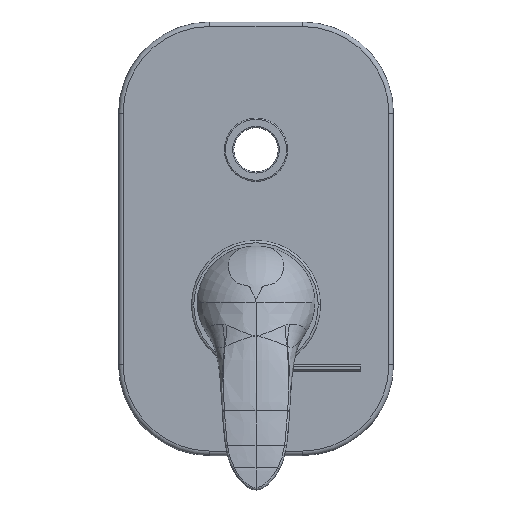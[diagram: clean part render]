
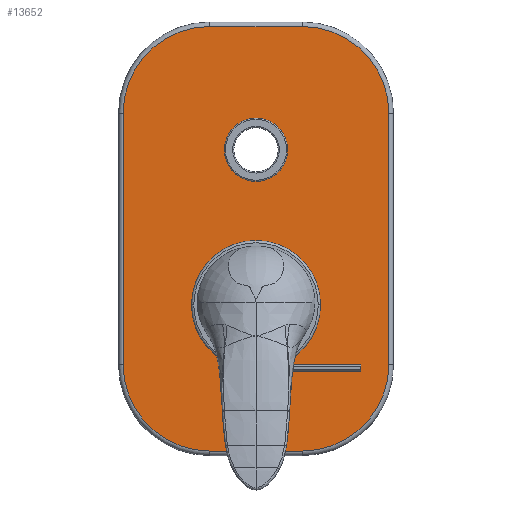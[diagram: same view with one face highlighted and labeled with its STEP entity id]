
A CAD part, top view. The second image highlights one B-rep face of the part: STEP entity #13652.
In plain terms, the highlighted face is planar.
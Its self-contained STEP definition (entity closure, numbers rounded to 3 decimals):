
#12878=DIRECTION('',(1.,0.,0.));
#12879=VECTOR('',#12878,40.5);
#12880=CARTESIAN_POINT('',(-20.25,6.,93.));
#12881=LINE('',#12880,#12879);
#12885=CARTESIAN_POINT('',(-20.25,6.,55.));
#12886=DIRECTION('',(0.,1.,0.));
#12887=DIRECTION('',(-1.,0.,0.));
#12888=AXIS2_PLACEMENT_3D('',#12885,#12886,#12887);
#12893=DIRECTION('',(0.,0.,1.));
#12894=VECTOR('',#12893,110.);
#12895=CARTESIAN_POINT('',(-58.25,6.,-55.));
#12896=LINE('',#12895,#12894);
#12900=CARTESIAN_POINT('',(-20.25,6.,-55.));
#12901=DIRECTION('',(0.,1.,0.));
#12902=DIRECTION('',(0.,0.,-1.));
#12903=AXIS2_PLACEMENT_3D('',#12900,#12901,#12902);
#12908=DIRECTION('',(-1.,0.,0.));
#12909=VECTOR('',#12908,40.5);
#12910=CARTESIAN_POINT('',(20.25,6.,-93.));
#12911=LINE('',#12910,#12909);
#12915=CARTESIAN_POINT('',(20.25,6.,-55.));
#12916=DIRECTION('',(0.,1.,0.));
#12917=DIRECTION('',(1.,0.,0.));
#12918=AXIS2_PLACEMENT_3D('',#12915,#12916,#12917);
#12923=DIRECTION('',(0.,0.,-1.));
#12924=VECTOR('',#12923,110.);
#12925=CARTESIAN_POINT('',(58.25,6.,55.));
#12926=LINE('',#12925,#12924);
#12930=CARTESIAN_POINT('',(20.25,6.,55.));
#12931=DIRECTION('',(0.,1.,0.));
#12932=DIRECTION('',(0.,0.,1.));
#12933=AXIS2_PLACEMENT_3D('',#12930,#12931,#12932);
#12938=CARTESIAN_POINT('',(0.,6.,29.));
#12939=DIRECTION('',(0.,1.,0.));
#12940=DIRECTION('',(1.,0.,0.));
#12941=AXIS2_PLACEMENT_3D('',#12938,#12939,#12940);
#12946=CARTESIAN_POINT('',(0.,6.,29.));
#12947=DIRECTION('',(0.,1.,0.));
#12948=DIRECTION('',(-1.,0.,0.));
#12949=AXIS2_PLACEMENT_3D('',#12946,#12947,#12948);
#12954=CARTESIAN_POINT('',(0.,6.,-39.));
#12955=DIRECTION('',(0.,1.,0.));
#12956=DIRECTION('',(1.,0.,0.));
#12957=AXIS2_PLACEMENT_3D('',#12954,#12955,#12956);
#12962=CARTESIAN_POINT('',(0.,6.,-39.));
#12963=DIRECTION('',(0.,1.,0.));
#12964=DIRECTION('',(-1.,0.,0.));
#12965=AXIS2_PLACEMENT_3D('',#12962,#12963,#12964);
#13450=CARTESIAN_POINT('',(-20.25,6.,93.));
#13451=CARTESIAN_POINT('',(20.25,6.,93.));
#13452=VERTEX_POINT('',#13450);
#13453=VERTEX_POINT('',#13451);
#13458=CARTESIAN_POINT('',(58.25,6.,55.));
#13459=VERTEX_POINT('',#13458);
#13462=CARTESIAN_POINT('',(58.25,6.,-55.));
#13463=VERTEX_POINT('',#13462);
#13466=CARTESIAN_POINT('',(20.25,6.,-93.));
#13467=VERTEX_POINT('',#13466);
#13470=CARTESIAN_POINT('',(-20.25,6.,-93.));
#13471=VERTEX_POINT('',#13470);
#13474=CARTESIAN_POINT('',(-58.25,6.,-55.));
#13475=VERTEX_POINT('',#13474);
#13478=CARTESIAN_POINT('',(-58.25,6.,55.));
#13479=VERTEX_POINT('',#13478);
#13530=CARTESIAN_POINT('',(26.75,6.,29.));
#13531=CARTESIAN_POINT('',(-26.75,6.,29.));
#13532=VERTEX_POINT('',#13530);
#13533=VERTEX_POINT('',#13531);
#13534=CARTESIAN_POINT('',(11.5,6.,-39.));
#13535=CARTESIAN_POINT('',(-11.5,6.,-39.));
#13536=VERTEX_POINT('',#13534);
#13537=VERTEX_POINT('',#13535);
#13618=CARTESIAN_POINT('',(0.,6.,0.));
#13619=DIRECTION('',(0.,1.,0.));
#13620=DIRECTION('',(1.,0.,0.));
#13621=AXIS2_PLACEMENT_3D('',#13618,#13619,#13620);
#13622=PLANE('',#13621);
#13624=ORIENTED_EDGE('',*,*,#13623,.F.);
#13626=ORIENTED_EDGE('',*,*,#13625,.F.);
#13628=ORIENTED_EDGE('',*,*,#13627,.F.);
#13630=ORIENTED_EDGE('',*,*,#13629,.F.);
#13632=ORIENTED_EDGE('',*,*,#13631,.F.);
#13633=ORIENTED_EDGE('',*,*,#13608,.F.);
#13635=ORIENTED_EDGE('',*,*,#13634,.F.);
#13637=ORIENTED_EDGE('',*,*,#13636,.F.);
#13638=EDGE_LOOP('',(#13624,#13626,#13628,#13630,#13632,#13633,#13635,#13637));
#13639=FACE_OUTER_BOUND('',#13638,.F.);
#13641=ORIENTED_EDGE('',*,*,#13640,.T.);
#13643=ORIENTED_EDGE('',*,*,#13642,.T.);
#13644=EDGE_LOOP('',(#13641,#13643));
#13645=FACE_BOUND('',#13644,.F.);
#13647=ORIENTED_EDGE('',*,*,#13646,.T.);
#13649=ORIENTED_EDGE('',*,*,#13648,.T.);
#13650=EDGE_LOOP('',(#13647,#13649));
#13651=FACE_BOUND('',#13650,.F.);
#13652=ADVANCED_FACE('',(#13639,#13645,#13651),#13622,.T.);
#12889=CIRCLE('',#12888,38.);
#12904=CIRCLE('',#12903,38.);
#12919=CIRCLE('',#12918,38.);
#12934=CIRCLE('',#12933,38.);
#12942=CIRCLE('',#12941,26.75);
#12950=CIRCLE('',#12949,26.75);
#12958=CIRCLE('',#12957,11.5);
#12966=CIRCLE('',#12965,11.5);
#13608=EDGE_CURVE('',#13463,#13467,#12919,.T.);
#13623=EDGE_CURVE('',#13452,#13453,#12881,.T.);
#13625=EDGE_CURVE('',#13479,#13452,#12889,.T.);
#13627=EDGE_CURVE('',#13475,#13479,#12896,.T.);
#13629=EDGE_CURVE('',#13471,#13475,#12904,.T.);
#13631=EDGE_CURVE('',#13467,#13471,#12911,.T.);
#13634=EDGE_CURVE('',#13459,#13463,#12926,.T.);
#13636=EDGE_CURVE('',#13453,#13459,#12934,.T.);
#13640=EDGE_CURVE('',#13532,#13533,#12942,.T.);
#13642=EDGE_CURVE('',#13533,#13532,#12950,.T.);
#13646=EDGE_CURVE('',#13536,#13537,#12958,.T.);
#13648=EDGE_CURVE('',#13537,#13536,#12966,.T.);
